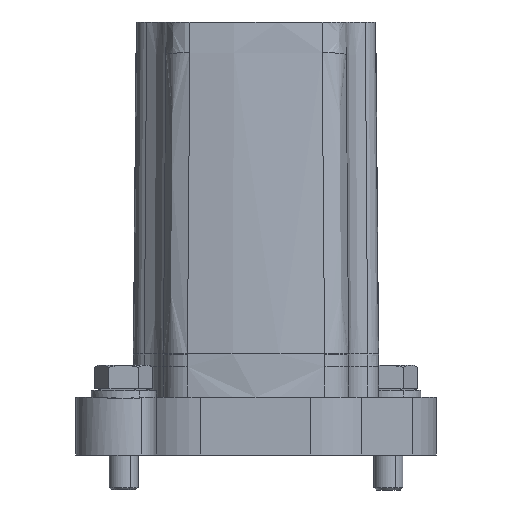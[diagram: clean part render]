
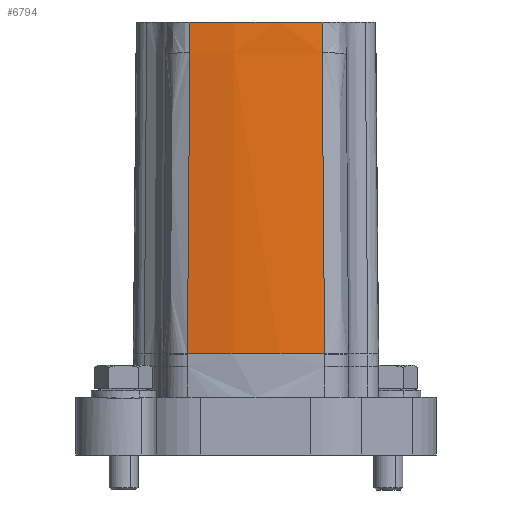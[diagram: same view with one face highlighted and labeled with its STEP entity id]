
A CAD part, left-side view. The second image highlights one B-rep face of the part: STEP entity #6794.
In plain terms, the highlighted face is a revolution surface.
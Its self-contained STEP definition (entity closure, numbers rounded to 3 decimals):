
#5706=AXIS2_PLACEMENT_3D('Circle Axis2P3D',#5704,#5705,$) ;
#6775=AXIS2_PLACEMENT_3D('Circle Axis2P3D',#6773,#6774,$) ;
#3640=CARTESIAN_POINT('Vertex',(0.832,34.507,18.85)) ;
#3644=CARTESIAN_POINT('Control Point',(0.832,34.507,18.85)) ;
#3645=CARTESIAN_POINT('Control Point',(0.818,34.429,27.209)) ;
#3646=CARTESIAN_POINT('Control Point',(0.973,34.355,35.569)) ;
#3647=CARTESIAN_POINT('Control Point',(1.295,34.287,43.924)) ;
#3648=CARTESIAN_POINT('Control Point',(1.786,34.224,52.271)) ;
#3649=CARTESIAN_POINT('Control Point',(2.445,34.167,60.604)) ;
#3650=CARTESIAN_POINT('Vertex',(2.445,34.167,60.604)) ;
#4027=CARTESIAN_POINT('Vertex',(0.832,15.492,18.85)) ;
#4782=CARTESIAN_POINT('Vertex',(2.445,15.832,60.604)) ;
#4786=CARTESIAN_POINT('Control Point',(2.445,15.832,60.604)) ;
#4787=CARTESIAN_POINT('Control Point',(1.786,15.775,52.271)) ;
#4788=CARTESIAN_POINT('Control Point',(1.295,15.712,43.924)) ;
#4789=CARTESIAN_POINT('Control Point',(0.973,15.644,35.569)) ;
#4790=CARTESIAN_POINT('Control Point',(0.818,15.571,27.209)) ;
#4791=CARTESIAN_POINT('Control Point',(0.832,15.492,18.85)) ;
#5704=CARTESIAN_POINT('Axis2P3D Location',(54.75,25.,18.85)) ;
#6739=CARTESIAN_POINT('Control Point',(2.799,15.854,64.85)) ;
#6740=CARTESIAN_POINT('Control Point',(2.724,15.851,64.001)) ;
#6741=CARTESIAN_POINT('Control Point',(2.652,15.848,63.152)) ;
#6742=CARTESIAN_POINT('Control Point',(2.581,15.843,62.303)) ;
#6743=CARTESIAN_POINT('Control Point',(2.512,15.838,61.453)) ;
#6744=CARTESIAN_POINT('Control Point',(2.445,15.832,60.604)) ;
#6745=CARTESIAN_POINT('Vertex',(2.799,15.854,64.85)) ;
#6765=CARTESIAN_POINT('Control Point',(7.335,-2.375,18.85)) ;
#6766=CARTESIAN_POINT('Control Point',(7.335,-2.375,34.202)) ;
#6767=CARTESIAN_POINT('Control Point',(7.913,-2.042,49.555)) ;
#6768=CARTESIAN_POINT('Control Point',(9.067,-1.375,64.85)) ;
#6769=CARTESIAN_POINT('Axis1P Location',(54.75,25.,18.85)) ;
#6773=CARTESIAN_POINT('Axis2P3D Location',(54.75,25.,64.85)) ;
#6777=CARTESIAN_POINT('Vertex',(2.799,34.145,64.85)) ;
#6781=CARTESIAN_POINT('Control Point',(2.445,34.167,60.604)) ;
#6782=CARTESIAN_POINT('Control Point',(2.556,34.157,62.02)) ;
#6783=CARTESIAN_POINT('Control Point',(2.674,34.15,63.435)) ;
#6784=CARTESIAN_POINT('Control Point',(2.799,34.145,64.85)) ;
#5705=DIRECTION('Axis2P3D Direction',(-0.,0.,-1.)) ;
#6770=DIRECTION('Axis1P Direction',(-0.,0.,-1.)) ;
#6774=DIRECTION('Axis2P3D Direction',(-0.,0.,-1.)) ;
#6771=AXIS1_PLACEMENT('Revolution Surface Axis1P',#6769,#6770) ;
#6787=ORIENTED_EDGE('',*,*,#5708,.F.) ;
#6788=ORIENTED_EDGE('',*,*,#4792,.F.) ;
#6789=ORIENTED_EDGE('',*,*,#6747,.F.) ;
#6790=ORIENTED_EDGE('',*,*,#6779,.T.) ;
#6791=ORIENTED_EDGE('',*,*,#6785,.F.) ;
#6792=ORIENTED_EDGE('',*,*,#3652,.F.) ;
#6794=ADVANCED_FACE('Hauptk\X2\00F6\X0\rper',(#6793),#6772,.F.) ;
#3643=B_SPLINE_CURVE_WITH_KNOTS('',5,(#3644,#3645,#3646,#3647,#3648,#3649),.UNSPECIFIED.,.F.,.U.,(6,6),(13.111,72.001),.UNSPECIFIED.) ;
#4785=B_SPLINE_CURVE_WITH_KNOTS('',5,(#4786,#4787,#4788,#4789,#4790,#4791),.UNSPECIFIED.,.F.,.U.,(6,6),(18.981,77.871),.UNSPECIFIED.) ;
#6738=B_SPLINE_CURVE_WITH_KNOTS('',5,(#6739,#6740,#6741,#6742,#6743,#6744),.UNSPECIFIED.,.F.,.U.,(6,6),(13.55,19.548),.UNSPECIFIED.) ;
#6764=B_SPLINE_CURVE_WITH_KNOTS('',3,(#6765,#6766,#6767,#6768),.UNSPECIFIED.,.F.,.U.,(4,4),(0.,46.058),.UNSPECIFIED.) ;
#6780=B_SPLINE_CURVE_WITH_KNOTS('',3,(#6781,#6782,#6783,#6784),.UNSPECIFIED.,.F.,.U.,(4,4),(71.984,77.98),.UNSPECIFIED.) ;
#5707=CIRCLE('generated circle',#5706,54.75) ;
#6776=CIRCLE('generated circle',#6775,52.75) ;
#3652=EDGE_CURVE('',#3641,#3651,#3643,.T.) ;
#4792=EDGE_CURVE('',#4783,#4028,#4785,.T.) ;
#5708=EDGE_CURVE('',#4028,#3641,#5707,.T.) ;
#6747=EDGE_CURVE('',#6746,#4783,#6738,.T.) ;
#6779=EDGE_CURVE('',#6746,#6778,#6776,.T.) ;
#6785=EDGE_CURVE('',#3651,#6778,#6780,.T.) ;
#6786=EDGE_LOOP('',(#6787,#6788,#6789,#6790,#6791,#6792)) ;
#6793=FACE_OUTER_BOUND('',#6786,.T.) ;
#6772=SURFACE_OF_REVOLUTION('Surface of Revolution',#6764,#6771) ;
#3641=VERTEX_POINT('',#3640) ;
#3651=VERTEX_POINT('',#3650) ;
#4028=VERTEX_POINT('',#4027) ;
#4783=VERTEX_POINT('',#4782) ;
#6746=VERTEX_POINT('',#6745) ;
#6778=VERTEX_POINT('',#6777) ;
